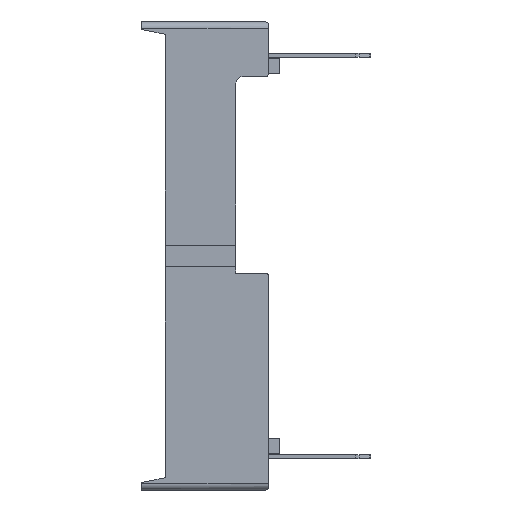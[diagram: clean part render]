
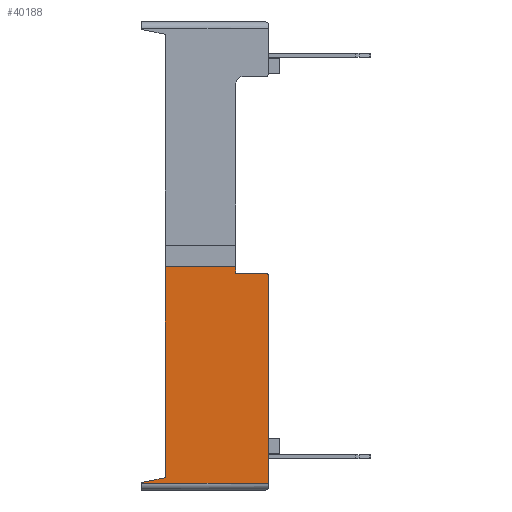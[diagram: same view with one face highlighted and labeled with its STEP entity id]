
A CAD part, left-side view. The second image highlights one B-rep face of the part: STEP entity #40188.
In plain terms, the highlighted planar face has unit normal (-1, 0, 0).
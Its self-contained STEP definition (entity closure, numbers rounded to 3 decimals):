
#386 = EDGE_CURVE ( 'NONE', #15518, #2427, #29091, .T. ) ;
#975 = DIRECTION ( 'NONE',  ( 0., -1., 0. ) ) ;
#1394 = CARTESIAN_POINT ( 'NONE',  ( -25.4, 64.322, 8.89 ) ) ;
#1403 = CARTESIAN_POINT ( 'NONE',  ( -25.4, 0.53, -0.65 ) ) ;
#1586 = CARTESIAN_POINT ( 'NONE',  ( -25.4, 0.43, -0.75 ) ) ;
#1703 = EDGE_CURVE ( 'NONE', #37331, #21129, #6477, .T. ) ;
#1959 = VECTOR ( 'NONE', #24296, 1000. ) ;
#2427 = VERTEX_POINT ( 'NONE', #33807 ) ;
#4145 = VERTEX_POINT ( 'NONE', #4455 ) ;
#4455 = CARTESIAN_POINT ( 'NONE',  ( -25.4, 0.53, -0.65 ) ) ;
#4463 = ORIENTED_EDGE ( 'NONE', *, *, #31665, .T. ) ;
#4500 = ORIENTED_EDGE ( 'NONE', *, *, #1703, .T. ) ;
#4566 = PLANE ( 'NONE',  #16638 ) ;
#4754 = CARTESIAN_POINT ( 'NONE',  ( -25.4, 64.322, -8.64 ) ) ;
#5873 = LINE ( 'NONE', #38571, #1959 ) ;
#6054 = EDGE_CURVE ( 'NONE', #21129, #11119, #13251, .T. ) ;
#6477 = LINE ( 'NONE', #39153, #7015 ) ;
#6959 = LINE ( 'NONE', #1403, #38045 ) ;
#7015 = VECTOR ( 'NONE', #10875, 1000. ) ;
#8237 = VECTOR ( 'NONE', #975, 1000. ) ;
#8658 = DIRECTION ( 'NONE',  ( 0., 0., -1. ) ) ;
#9194 = EDGE_LOOP ( 'NONE', ( #39012, #41094, #4463, #4500, #34068, #14123, #18922, #37227, #16978 ) ) ;
#10875 = DIRECTION ( 'NONE',  ( 0., 0., -1. ) ) ;
#11119 = VERTEX_POINT ( 'NONE', #37094 ) ;
#11401 = CARTESIAN_POINT ( 'NONE',  ( -25.4, 0.53, -0.75 ) ) ;
#11899 = VECTOR ( 'NONE', #40129, 1000. ) ;
#13251 = LINE ( 'NONE', #32645, #34723 ) ;
#13431 = VECTOR ( 'NONE', #23354, 1000. ) ;
#14123 = ORIENTED_EDGE ( 'NONE', *, *, #29979, .F. ) ;
#14444 = CIRCLE ( 'NONE', #34740, 0.1 ) ;
#15518 = VERTEX_POINT ( 'NONE', #24761 ) ;
#16330 = CARTESIAN_POINT ( 'NONE',  ( -25.4, 4.35, -0.41 ) ) ;
#16434 = CARTESIAN_POINT ( 'NONE',  ( -25.4, 0.43, 8.89 ) ) ;
#16638 = AXIS2_PLACEMENT_3D ( 'NONE', #1394, #29796, #8658 ) ;
#16978 = ORIENTED_EDGE ( 'NONE', *, *, #18748, .F. ) ;
#17738 = FACE_OUTER_BOUND ( 'NONE', #9194, .T. ) ;
#18604 = CARTESIAN_POINT ( 'NONE',  ( -25.4, 1.67, -0.65 ) ) ;
#18748 = EDGE_CURVE ( 'NONE', #4145, #35207, #14444, .T. ) ;
#18922 = ORIENTED_EDGE ( 'NONE', *, *, #386, .T. ) ;
#19330 = VERTEX_POINT ( 'NONE', #18604 ) ;
#21129 = VERTEX_POINT ( 'NONE', #22818 ) ;
#21594 = DIRECTION ( 'NONE',  ( 0., 0.978, -0.208 ) ) ;
#22818 = CARTESIAN_POINT ( 'NONE',  ( -25.4, 4.35, -8.419 ) ) ;
#23354 = DIRECTION ( 'NONE',  ( 0., 0., 1. ) ) ;
#24208 = VERTEX_POINT ( 'NONE', #31997 ) ;
#24296 = DIRECTION ( 'NONE',  ( 0., 0., 1. ) ) ;
#24761 = CARTESIAN_POINT ( 'NONE',  ( -25.4, 5.25, -8.64 ) ) ;
#26391 = LINE ( 'NONE', #16434, #13431 ) ;
#27145 = LINE ( 'NONE', #43910, #11899 ) ;
#29091 = LINE ( 'NONE', #4754, #8237 ) ;
#29207 = DIRECTION ( 'NONE',  ( 0., 0., -1. ) ) ;
#29796 = DIRECTION ( 'NONE',  ( 1., 0., 0. ) ) ;
#29979 = EDGE_CURVE ( 'NONE', #15518, #11119, #5873, .T. ) ;
#30319 = EDGE_CURVE ( 'NONE', #19330, #4145, #6959, .T. ) ;
#31665 = EDGE_CURVE ( 'NONE', #24208, #37331, #27145, .T. ) ;
#31997 = CARTESIAN_POINT ( 'NONE',  ( -25.4, 1.67, -0.41 ) ) ;
#32645 = CARTESIAN_POINT ( 'NONE',  ( -25.4, 4.35, -8.419 ) ) ;
#32813 = EDGE_CURVE ( 'NONE', #2427, #35207, #26391, .T. ) ;
#33807 = CARTESIAN_POINT ( 'NONE',  ( -25.4, 0.43, -8.64 ) ) ;
#34068 = ORIENTED_EDGE ( 'NONE', *, *, #6054, .T. ) ;
#34723 = VECTOR ( 'NONE', #21594, 1000. ) ;
#34740 = AXIS2_PLACEMENT_3D ( 'NONE', #11401, #40340, #29207 ) ;
#35207 = VERTEX_POINT ( 'NONE', #1586 ) ;
#35598 = VECTOR ( 'NONE', #37703, 1000. ) ;
#37094 = CARTESIAN_POINT ( 'NONE',  ( -25.4, 5.25, -8.61 ) ) ;
#37227 = ORIENTED_EDGE ( 'NONE', *, *, #32813, .T. ) ;
#37331 = VERTEX_POINT ( 'NONE', #16330 ) ;
#37703 = DIRECTION ( 'NONE',  ( 0., 0., 1. ) ) ;
#38045 = VECTOR ( 'NONE', #40783, 1000. ) ;
#38571 = CARTESIAN_POINT ( 'NONE',  ( -25.4, 5.25, 8.89 ) ) ;
#39012 = ORIENTED_EDGE ( 'NONE', *, *, #30319, .F. ) ;
#39153 = CARTESIAN_POINT ( 'NONE',  ( -25.4, 4.35, -8.419 ) ) ;
#40129 = DIRECTION ( 'NONE',  ( 0., 1., 0. ) ) ;
#40188 = ADVANCED_FACE ( 'NONE', ( #17738 ), #4566, .F. ) ;
#40340 = DIRECTION ( 'NONE',  ( 1., 0., 0. ) ) ;
#40783 = DIRECTION ( 'NONE',  ( 0., -1., 0. ) ) ;
#41094 = ORIENTED_EDGE ( 'NONE', *, *, #44582, .T. ) ;
#41527 = CARTESIAN_POINT ( 'NONE',  ( -25.4, 1.67, 6.82 ) ) ;
#43910 = CARTESIAN_POINT ( 'NONE',  ( -25.4, 64.322, -0.41 ) ) ;
#44582 = EDGE_CURVE ( 'NONE', #19330, #24208, #46396, .T. ) ;
#46396 = LINE ( 'NONE', #41527, #35598 ) ;
